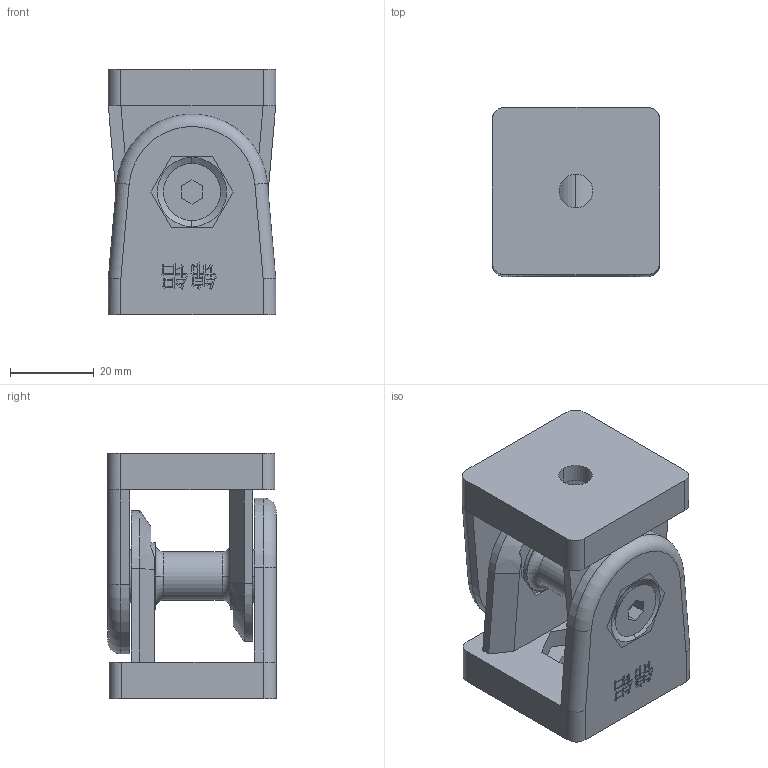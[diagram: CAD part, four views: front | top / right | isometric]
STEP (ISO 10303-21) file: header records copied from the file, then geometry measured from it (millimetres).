
FILE_DESCRIPTION (( 'STEP AP214' ), '1' );
FILE_NAME ('40活动铰链.STEP', '2019-07-26T00:42:16', ( '微软用户' ), ( '微软中国' ), 'SwSTEP 2.0', 'SolidWorks 2015', '' );
FILE_SCHEMA (( 'AUTOMOTIVE_DESIGN' ));
Length unit declared in the file: millimetre
Products named in the file (7): M8 luo wen tao; M8X40; zhou; ping ji tao; 4040; 40魂雄蝓蟈
Assembly tree (6 placements, depth 2):
  40魂雄蝓蟈
    4040
    4040
    ping ji tao
    zhou
    M8X40
    M8 luo wen tao
Bounding box: 40 x 40.37 x 58.75 mm (x, y, z)
Volume: 50542 mm3; surface area: 24908.7 mm2
Topology: 6 solids, 6 shells, 465 faces, 1275 edges, 842 vertices
Faces by surface type: plane 229, cylinder 186, bspline 32, torus 10, cone 8
Entity records: 25382 total; most frequent: CARTESIAN_POINT 14113, ORIENTED_EDGE 2550, DIRECTION 1842, EDGE_CURVE 1275, VERTEX_POINT 842, LINE 708, VECTOR 708, AXIS2_PLACEMENT_3D 567
